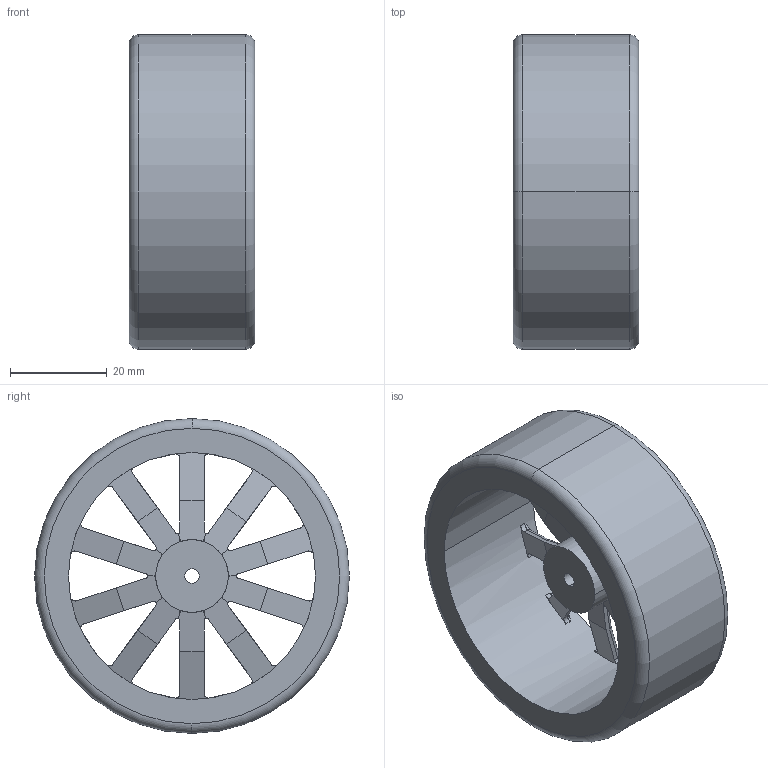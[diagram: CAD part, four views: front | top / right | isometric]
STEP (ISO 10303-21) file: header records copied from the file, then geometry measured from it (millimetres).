
FILE_DESCRIPTION((''),'2;1');
FILE_NAME('PRT0003','2023-04-06T18:32:53',('user'),(''),'CREO PARAMETRIC BY PTC INC, 2022073','CREO PARAMETRIC BY PTC INC, 2022073','');
FILE_SCHEMA(('CONFIG_CONTROL_DESIGN'));
Length unit declared in the file: millimetre
Products named in the file (1): PRT0003
Bounding box: 26 x 65 x 65 mm (x, y, z)
Volume: 36263.9 mm3; surface area: 14752.1 mm2
Topology: 1 solids, 1 shells, 230 faces, 602 edges, 366 vertices
Faces by surface type: plane 104, cylinder 80, bspline 40, torus 6
Entity records: 9123 total; most frequent: CARTESIAN_POINT 4011, ORIENTED_EDGE 1204, DIRECTION 822, EDGE_CURVE 602, VERTEX_POINT 366, VECTOR 302, LINE 302, AXIS2_PLACEMENT_3D 260
